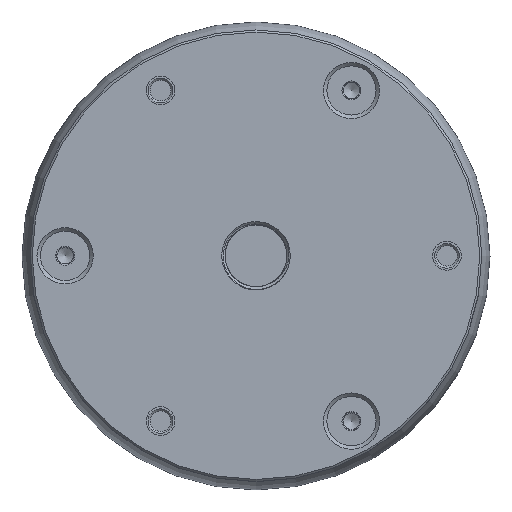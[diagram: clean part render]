
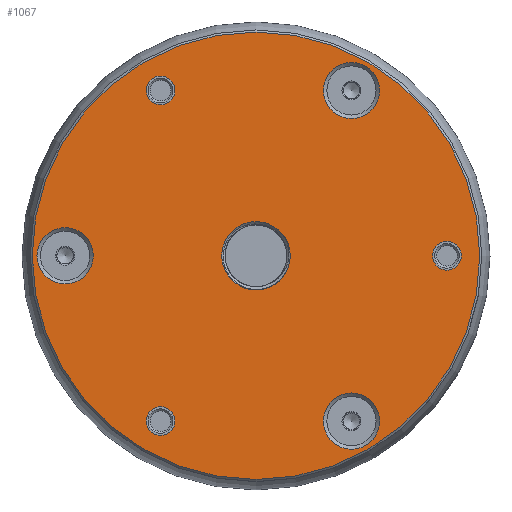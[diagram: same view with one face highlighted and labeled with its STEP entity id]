
A CAD part, top view. The second image highlights one B-rep face of the part: STEP entity #1067.
In plain terms, the highlighted planar face has unit normal (0, 0, 1).
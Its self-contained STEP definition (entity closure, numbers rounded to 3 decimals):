
#1067=ADVANCED_FACE('',(#1608,#1609,#1610,#1611,#1612,#1613,#1614,#1615),
#1476,.T.);
#1476=PLANE('',#5494);
#1608=FACE_BOUND('',#1993,.T.);
#1609=FACE_BOUND('',#1994,.T.);
#1610=FACE_BOUND('',#1995,.T.);
#1611=FACE_BOUND('',#1996,.T.);
#1612=FACE_BOUND('',#1997,.T.);
#1613=FACE_BOUND('',#1998,.T.);
#1614=FACE_BOUND('',#1999,.T.);
#1615=FACE_BOUND('',#2000,.T.);
#1993=EDGE_LOOP('',(#2612,#2613));
#1994=EDGE_LOOP('',(#2614));
#1995=EDGE_LOOP('',(#2615));
#1996=EDGE_LOOP('',(#2616));
#1997=EDGE_LOOP('',(#2617));
#1998=EDGE_LOOP('',(#2618));
#1999=EDGE_LOOP('',(#2619));
#2000=EDGE_LOOP('',(#2620));
#2612=ORIENTED_EDGE('',*,*,#4374,.T.);
#2613=ORIENTED_EDGE('',*,*,#4375,.T.);
#2614=ORIENTED_EDGE('',*,*,#4376,.T.);
#2615=ORIENTED_EDGE('',*,*,#4377,.T.);
#2616=ORIENTED_EDGE('',*,*,#4378,.T.);
#2617=ORIENTED_EDGE('',*,*,#4379,.T.);
#2618=ORIENTED_EDGE('',*,*,#4380,.T.);
#2619=ORIENTED_EDGE('',*,*,#4381,.T.);
#2620=ORIENTED_EDGE('',*,*,#4382,.T.);
#3922=VERTEX_POINT('',#8231);
#3923=VERTEX_POINT('',#8232);
#3924=VERTEX_POINT('',#8235);
#3925=VERTEX_POINT('',#8237);
#3926=VERTEX_POINT('',#8239);
#3927=VERTEX_POINT('',#8241);
#3928=VERTEX_POINT('',#8243);
#3929=VERTEX_POINT('',#8245);
#3930=VERTEX_POINT('',#8247);
#4374=EDGE_CURVE('',#3922,#3923,#5029,.T.);
#4375=EDGE_CURVE('',#3923,#3922,#5030,.T.);
#4376=EDGE_CURVE('',#3924,#3924,#5031,.T.);
#4377=EDGE_CURVE('',#3925,#3925,#5032,.T.);
#4378=EDGE_CURVE('',#3926,#3926,#5033,.T.);
#4379=EDGE_CURVE('',#3927,#3927,#5034,.T.);
#4380=EDGE_CURVE('',#3928,#3928,#5035,.T.);
#4381=EDGE_CURVE('',#3929,#3929,#5036,.T.);
#4382=EDGE_CURVE('',#3930,#3930,#5037,.T.);
#5029=CIRCLE('',#5485,8.331);
#5030=CIRCLE('',#5486,8.331);
#5031=CIRCLE('',#5487,3.5);
#5032=CIRCLE('',#5488,6.855);
#5033=CIRCLE('',#5489,3.5);
#5034=CIRCLE('',#5490,6.855);
#5035=CIRCLE('',#5491,3.5);
#5036=CIRCLE('',#5492,6.855);
#5037=CIRCLE('',#5493,54.5);
#5485=AXIS2_PLACEMENT_3D('',#8230,#6349,#6350);
#5486=AXIS2_PLACEMENT_3D('',#8233,#6351,#6352);
#5487=AXIS2_PLACEMENT_3D('',#8234,#6353,#6354);
#5488=AXIS2_PLACEMENT_3D('',#8236,#6355,#6356);
#5489=AXIS2_PLACEMENT_3D('',#8238,#6357,#6358);
#5490=AXIS2_PLACEMENT_3D('',#8240,#6359,#6360);
#5491=AXIS2_PLACEMENT_3D('',#8242,#6361,#6362);
#5492=AXIS2_PLACEMENT_3D('',#8244,#6363,#6364);
#5493=AXIS2_PLACEMENT_3D('',#8246,#6365,#6366);
#5494=AXIS2_PLACEMENT_3D('',#8248,#6367,#6368);
#6349=DIRECTION('',(0.,0.,-1.));
#6350=DIRECTION('',(1.,0.,0.));
#6351=DIRECTION('',(0.,0.,-1.));
#6352=DIRECTION('',(1.,0.,0.));
#6353=DIRECTION('',(0.,0.,-1.));
#6354=DIRECTION('',(-1.,0.,0.));
#6355=DIRECTION('',(0.,0.,-1.));
#6356=DIRECTION('',(-1.,0.,0.));
#6357=DIRECTION('',(0.,0.,-1.));
#6358=DIRECTION('',(-1.,0.,0.));
#6359=DIRECTION('',(0.,0.,-1.));
#6360=DIRECTION('',(-1.,0.,0.));
#6361=DIRECTION('',(0.,0.,-1.));
#6362=DIRECTION('',(-1.,0.,0.));
#6363=DIRECTION('',(0.,0.,-1.));
#6364=DIRECTION('',(-1.,0.,0.));
#6365=DIRECTION('',(0.,0.,1.));
#6366=DIRECTION('',(1.,0.,0.));
#6367=DIRECTION('',(0.,0.,1.));
#6368=DIRECTION('',(1.,0.,0.));
#8230=CARTESIAN_POINT('',(0.,0.,57.));
#8231=CARTESIAN_POINT('',(6.455,-5.267,57.));
#8232=CARTESIAN_POINT('',(6.455,5.267,57.));
#8233=CARTESIAN_POINT('',(0.,0.,57.));
#8234=CARTESIAN_POINT('',(-23.25,40.27,57.));
#8235=CARTESIAN_POINT('',(-26.75,40.27,57.));
#8236=CARTESIAN_POINT('',(23.25,40.27,57.));
#8237=CARTESIAN_POINT('',(16.395,40.27,57.));
#8238=CARTESIAN_POINT('',(46.5,0.,57.));
#8239=CARTESIAN_POINT('',(43.,0.,57.));
#8240=CARTESIAN_POINT('',(23.25,-40.27,57.));
#8241=CARTESIAN_POINT('',(16.395,-40.27,57.));
#8242=CARTESIAN_POINT('',(-23.25,-40.27,57.));
#8243=CARTESIAN_POINT('',(-26.75,-40.27,57.));
#8244=CARTESIAN_POINT('',(-46.5,0.,57.));
#8245=CARTESIAN_POINT('',(-53.355,0.,57.));
#8246=CARTESIAN_POINT('',(0.,0.,57.));
#8247=CARTESIAN_POINT('',(54.5,0.,57.));
#8248=CARTESIAN_POINT('',(0.,0.,57.));
